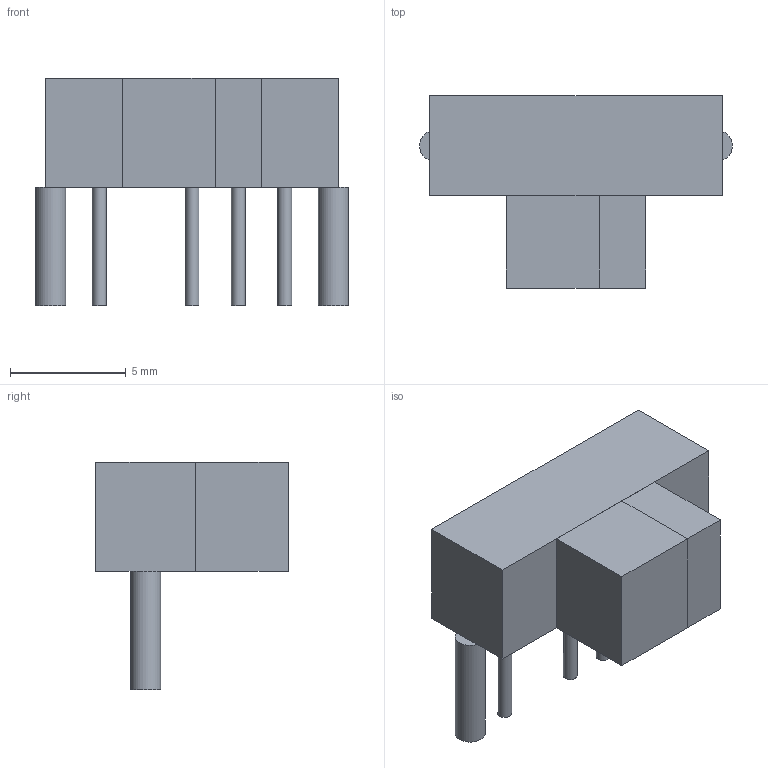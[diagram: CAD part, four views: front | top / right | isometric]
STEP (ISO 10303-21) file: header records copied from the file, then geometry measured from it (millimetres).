
FILE_DESCRIPTION(('FreeCAD Model'),'2;1');
FILE_NAME('1653308.3.2.stp','2023-02-10T13:28:39',( 'Author'),(''),'Open CASCADE STEP processor 6.9','FreeCAD','Unknown' );
FILE_SCHEMA(('AUTOMOTIVE_DESIGN { 1 0 10303 214 1 1 1 1 }'));
Length unit declared in the file: millimetre
Products named in the file (3): ASSEMBLY; Body; Leads
Assembly tree (2 placements, depth 2):
  ASSEMBLY
    Body
    Leads
Bounding box: 13.5 x 8.3 x 9.8 mm (x, y, z)
Volume: 386.8 mm3; surface area: 534.5 mm2
Topology: 8 solids, 9 shells, 34 faces, 50 edges, 32 vertices
Faces by surface type: plane 28, cylinder 6
Full cylindrical faces by diameter (mm): 0.6 x4, 1.3 x2
Entity records: 1536 total; most frequent: DIRECTION 242, CARTESIAN_POINT 225, LINE 132, VECTOR 132, ORIENTED_EDGE 108, PCURVE 104, DEFINITIONAL_REPRESENTATION 104, EDGE_CURVE 52
